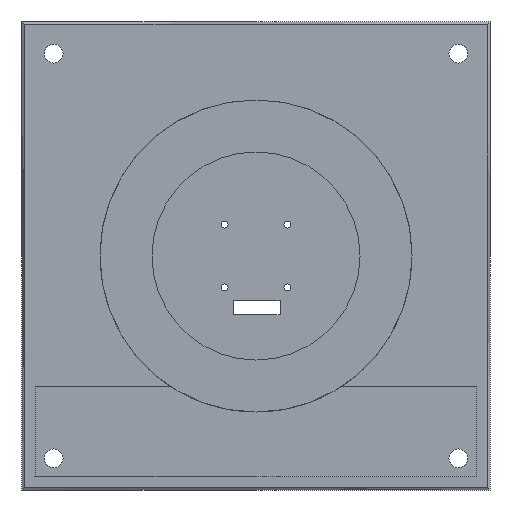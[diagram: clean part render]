
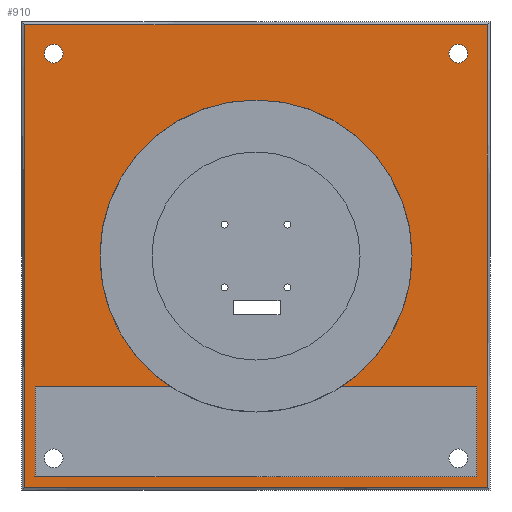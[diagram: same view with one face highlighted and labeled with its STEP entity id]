
A CAD part, front view. The second image highlights one B-rep face of the part: STEP entity #910.
In plain terms, the highlighted planar face has unit normal (0, -1, 0).
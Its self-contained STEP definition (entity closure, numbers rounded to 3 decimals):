
#23=FACE_BOUND('',#139,.T.);
#24=FACE_BOUND('',#140,.T.);
#25=FACE_BOUND('',#141,.T.);
#44=PLANE('',#995);
#89=FACE_OUTER_BOUND('',#138,.T.);
#138=EDGE_LOOP('',(#678,#679,#680,#681));
#139=EDGE_LOOP('',(#682));
#140=EDGE_LOOP('',(#683));
#141=EDGE_LOOP('',(#684,#685,#686,#687,#688,#689,#690));
#210=LINE('',#1340,#312);
#211=LINE('',#1342,#313);
#212=LINE('',#1344,#314);
#213=LINE('',#1345,#315);
#214=LINE('',#1348,#316);
#215=LINE('',#1349,#317);
#216=LINE('',#1351,#318);
#217=LINE('',#1353,#319);
#218=LINE('',#1354,#320);
#312=VECTOR('',#1110,1000.);
#313=VECTOR('',#1111,1000.);
#314=VECTOR('',#1112,1000.);
#315=VECTOR('',#1113,1000.);
#316=VECTOR('',#1114,1000.);
#317=VECTOR('',#1115,1000.);
#318=VECTOR('',#1116,1000.);
#319=VECTOR('',#1117,1000.);
#320=VECTOR('',#1118,1000.);
#405=CIRCLE('',#968,2.);
#409=CIRCLE('',#974,2.);
#421=CIRCLE('',#992,33.3);
#423=CIRCLE('',#994,33.3);
#427=VERTEX_POINT('',#1278);
#431=VERTEX_POINT('',#1290);
#443=VERTEX_POINT('',#1326);
#444=VERTEX_POINT('',#1328);
#447=VERTEX_POINT('',#1334);
#448=VERTEX_POINT('',#1338);
#449=VERTEX_POINT('',#1339);
#450=VERTEX_POINT('',#1341);
#451=VERTEX_POINT('',#1343);
#452=VERTEX_POINT('',#1346);
#453=VERTEX_POINT('',#1347);
#454=VERTEX_POINT('',#1350);
#455=VERTEX_POINT('',#1352);
#511=EDGE_CURVE('',#427,#427,#405,.T.);
#517=EDGE_CURVE('',#431,#431,#409,.T.);
#535=EDGE_CURVE('',#443,#444,#421,.T.);
#539=EDGE_CURVE('',#447,#443,#423,.T.);
#540=EDGE_CURVE('',#448,#449,#210,.T.);
#541=EDGE_CURVE('',#450,#448,#211,.T.);
#542=EDGE_CURVE('',#451,#450,#212,.T.);
#543=EDGE_CURVE('',#449,#451,#213,.T.);
#544=EDGE_CURVE('',#452,#453,#214,.T.);
#545=EDGE_CURVE('',#453,#444,#215,.T.);
#546=EDGE_CURVE('',#447,#454,#216,.T.);
#547=EDGE_CURVE('',#454,#455,#217,.T.);
#548=EDGE_CURVE('',#455,#452,#218,.T.);
#678=ORIENTED_EDGE('',*,*,#540,.F.);
#679=ORIENTED_EDGE('',*,*,#541,.F.);
#680=ORIENTED_EDGE('',*,*,#542,.F.);
#681=ORIENTED_EDGE('',*,*,#543,.F.);
#682=ORIENTED_EDGE('',*,*,#511,.T.);
#683=ORIENTED_EDGE('',*,*,#517,.T.);
#684=ORIENTED_EDGE('',*,*,#544,.T.);
#685=ORIENTED_EDGE('',*,*,#545,.T.);
#686=ORIENTED_EDGE('',*,*,#535,.F.);
#687=ORIENTED_EDGE('',*,*,#539,.F.);
#688=ORIENTED_EDGE('',*,*,#546,.T.);
#689=ORIENTED_EDGE('',*,*,#547,.T.);
#690=ORIENTED_EDGE('',*,*,#548,.T.);
#910=ADVANCED_FACE('',(#89,#23,#24,#25),#44,.T.);
#968=AXIS2_PLACEMENT_3D('',#1280,#1044,#1045);
#974=AXIS2_PLACEMENT_3D('',#1292,#1058,#1059);
#992=AXIS2_PLACEMENT_3D('',#1329,#1100,#1101);
#994=AXIS2_PLACEMENT_3D('',#1336,#1106,#1107);
#995=AXIS2_PLACEMENT_3D('',#1337,#1108,#1109);
#1044=DIRECTION('center_axis',(0.,1.,0.));
#1045=DIRECTION('ref_axis',(-1.,0.,0.));
#1058=DIRECTION('center_axis',(0.,1.,0.));
#1059=DIRECTION('ref_axis',(-1.,0.,0.));
#1100=DIRECTION('center_axis',(0.,-1.,0.));
#1101=DIRECTION('ref_axis',(0.,0.,-1.));
#1106=DIRECTION('center_axis',(0.,-1.,0.));
#1107=DIRECTION('ref_axis',(0.,0.,-1.));
#1108=DIRECTION('center_axis',(0.,-1.,0.));
#1109=DIRECTION('ref_axis',(0.,0.,-1.));
#1110=DIRECTION('',(1.,0.,0.));
#1111=DIRECTION('',(0.,0.,1.));
#1112=DIRECTION('',(-1.,0.,0.));
#1113=DIRECTION('',(0.,0.,-1.));
#1114=DIRECTION('',(0.,0.,1.));
#1115=DIRECTION('',(1.,0.,0.));
#1116=DIRECTION('',(1.,0.,0.));
#1117=DIRECTION('',(0.,0.,-1.));
#1118=DIRECTION('',(-1.,0.,0.));
#1278=CARTESIAN_POINT('',(-41.175,16.033,43.175));
#1280=CARTESIAN_POINT('Origin',(-43.175,16.033,43.175));
#1290=CARTESIAN_POINT('',(45.175,16.033,43.175));
#1292=CARTESIAN_POINT('Origin',(43.175,16.033,43.175));
#1326=CARTESIAN_POINT('',(0.,16.033,33.3));
#1328=CARTESIAN_POINT('',(-18.407,16.033,-27.75));
#1329=CARTESIAN_POINT('Origin',(0.,16.033,0.));
#1334=CARTESIAN_POINT('',(18.407,16.033,-27.75));
#1336=CARTESIAN_POINT('Origin',(0.,16.033,0.));
#1337=CARTESIAN_POINT('Origin',(0.,16.033,0.));
#1338=CARTESIAN_POINT('',(-49.395,16.033,49.395));
#1339=CARTESIAN_POINT('',(49.395,16.033,49.395));
#1340=CARTESIAN_POINT('',(0.,16.033,49.395));
#1341=CARTESIAN_POINT('',(-49.395,16.033,-49.395));
#1342=CARTESIAN_POINT('',(-49.395,16.033,0.));
#1343=CARTESIAN_POINT('',(49.395,16.033,-49.395));
#1344=CARTESIAN_POINT('',(0.,16.033,-49.395));
#1345=CARTESIAN_POINT('',(49.395,16.033,0.));
#1346=CARTESIAN_POINT('',(-47.175,16.033,-47.175));
#1347=CARTESIAN_POINT('',(-47.175,16.033,-27.75));
#1348=CARTESIAN_POINT('',(-47.175,16.033,0.));
#1349=CARTESIAN_POINT('',(0.,16.033,-27.75));
#1350=CARTESIAN_POINT('',(47.175,16.033,-27.75));
#1351=CARTESIAN_POINT('',(0.,16.033,-27.75));
#1352=CARTESIAN_POINT('',(47.175,16.033,-47.175));
#1353=CARTESIAN_POINT('',(47.175,16.033,0.));
#1354=CARTESIAN_POINT('',(0.,16.033,-47.175));
